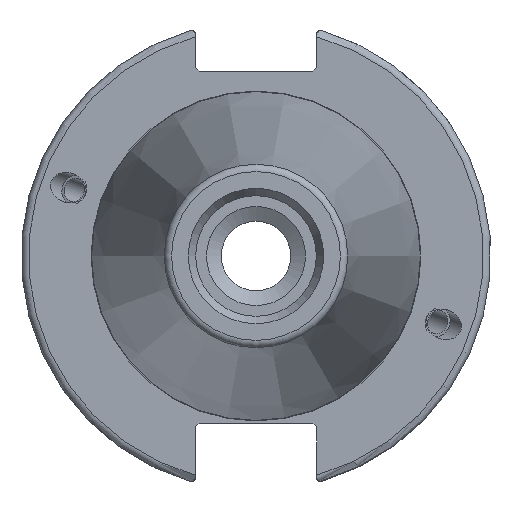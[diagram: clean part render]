
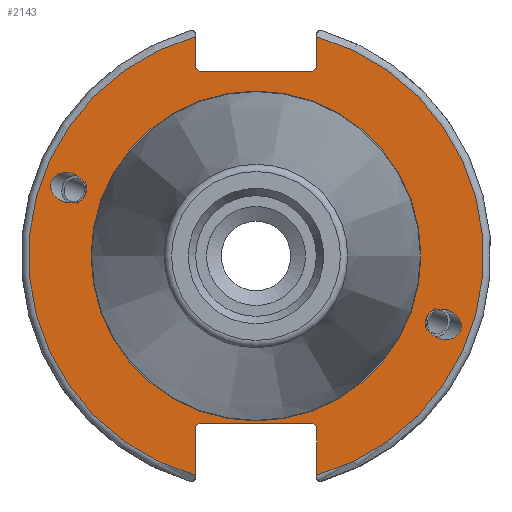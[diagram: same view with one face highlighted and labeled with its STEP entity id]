
A CAD part, left-side view. The second image highlights one B-rep face of the part: STEP entity #2143.
In plain terms, the highlighted planar face has unit normal (-1, 0, 0).
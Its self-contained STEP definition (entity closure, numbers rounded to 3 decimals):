
#126=ELLIPSE('',#2361,2.442,2.);
#135=ELLIPSE('',#2404,2.442,2.);
#164=FACE_BOUND('',#447,.T.);
#165=FACE_BOUND('',#448,.T.);
#166=FACE_BOUND('',#449,.T.);
#188=PLANE('',#2414);
#313=FACE_OUTER_BOUND('',#446,.T.);
#446=EDGE_LOOP('',(#1680,#1681,#1682,#1683,#1684,#1685,#1686,#1687,#1688,
#1689,#1690,#1691));
#447=EDGE_LOOP('',(#1692));
#448=EDGE_LOOP('',(#1693));
#449=EDGE_LOOP('',(#1694));
#584=LINE('',#3705,#716);
#585=LINE('',#3707,#717);
#586=LINE('',#3709,#718);
#587=LINE('',#3711,#719);
#588=LINE('',#3713,#720);
#589=LINE('',#3717,#721);
#590=LINE('',#3719,#722);
#591=LINE('',#3721,#723);
#592=LINE('',#3723,#724);
#593=LINE('',#3724,#725);
#716=VECTOR('',#2847,10.);
#717=VECTOR('',#2848,10.);
#718=VECTOR('',#2849,10.);
#719=VECTOR('',#2850,10.);
#720=VECTOR('',#2851,10.);
#721=VECTOR('',#2854,10.);
#722=VECTOR('',#2855,10.);
#723=VECTOR('',#2856,10.);
#724=VECTOR('',#2857,10.);
#725=VECTOR('',#2858,10.);
#854=CIRCLE('',#2412,22.3);
#856=CIRCLE('',#2415,30.75);
#857=CIRCLE('',#2416,30.75);
#967=VERTEX_POINT('',#3460);
#1009=VERTEX_POINT('',#3681);
#1014=VERTEX_POINT('',#3696);
#1015=VERTEX_POINT('',#3701);
#1016=VERTEX_POINT('',#3702);
#1017=VERTEX_POINT('',#3704);
#1018=VERTEX_POINT('',#3706);
#1019=VERTEX_POINT('',#3708);
#1020=VERTEX_POINT('',#3710);
#1021=VERTEX_POINT('',#3712);
#1022=VERTEX_POINT('',#3714);
#1023=VERTEX_POINT('',#3716);
#1024=VERTEX_POINT('',#3718);
#1025=VERTEX_POINT('',#3720);
#1026=VERTEX_POINT('',#3722);
#1197=EDGE_CURVE('',#967,#967,#126,.T.);
#1255=EDGE_CURVE('',#1009,#1009,#135,.T.);
#1262=EDGE_CURVE('',#1014,#1014,#854,.T.);
#1264=EDGE_CURVE('',#1015,#1016,#856,.T.);
#1265=EDGE_CURVE('',#1015,#1017,#584,.T.);
#1266=EDGE_CURVE('',#1018,#1017,#585,.T.);
#1267=EDGE_CURVE('',#1018,#1019,#586,.T.);
#1268=EDGE_CURVE('',#1020,#1019,#587,.T.);
#1269=EDGE_CURVE('',#1020,#1021,#588,.T.);
#1270=EDGE_CURVE('',#1022,#1021,#857,.T.);
#1271=EDGE_CURVE('',#1022,#1023,#589,.T.);
#1272=EDGE_CURVE('',#1024,#1023,#590,.T.);
#1273=EDGE_CURVE('',#1024,#1025,#591,.T.);
#1274=EDGE_CURVE('',#1026,#1025,#592,.T.);
#1275=EDGE_CURVE('',#1026,#1016,#593,.T.);
#1680=ORIENTED_EDGE('',*,*,#1264,.F.);
#1681=ORIENTED_EDGE('',*,*,#1265,.T.);
#1682=ORIENTED_EDGE('',*,*,#1266,.F.);
#1683=ORIENTED_EDGE('',*,*,#1267,.T.);
#1684=ORIENTED_EDGE('',*,*,#1268,.F.);
#1685=ORIENTED_EDGE('',*,*,#1269,.T.);
#1686=ORIENTED_EDGE('',*,*,#1270,.F.);
#1687=ORIENTED_EDGE('',*,*,#1271,.T.);
#1688=ORIENTED_EDGE('',*,*,#1272,.F.);
#1689=ORIENTED_EDGE('',*,*,#1273,.T.);
#1690=ORIENTED_EDGE('',*,*,#1274,.F.);
#1691=ORIENTED_EDGE('',*,*,#1275,.T.);
#1692=ORIENTED_EDGE('',*,*,#1197,.T.);
#1693=ORIENTED_EDGE('',*,*,#1255,.T.);
#1694=ORIENTED_EDGE('',*,*,#1262,.F.);
#2143=ADVANCED_FACE('',(#313,#164,#165,#166),#188,.T.);
#2361=AXIS2_PLACEMENT_3D('',#3462,#2718,#2719);
#2404=AXIS2_PLACEMENT_3D('',#3683,#2821,#2822);
#2412=AXIS2_PLACEMENT_3D('',#3698,#2839,#2840);
#2414=AXIS2_PLACEMENT_3D('',#3700,#2843,#2844);
#2415=AXIS2_PLACEMENT_3D('',#3703,#2845,#2846);
#2416=AXIS2_PLACEMENT_3D('',#3715,#2852,#2853);
#2718=DIRECTION('center_axis',(1.,0.,0.));
#2719=DIRECTION('ref_axis',(0.,-0.94,-0.342));
#2821=DIRECTION('center_axis',(1.,0.,0.));
#2822=DIRECTION('ref_axis',(0.,0.94,0.342));
#2839=DIRECTION('center_axis',(-1.,0.,0.));
#2840=DIRECTION('ref_axis',(0.,-1.,0.));
#2843=DIRECTION('center_axis',(-1.,0.,0.));
#2844=DIRECTION('ref_axis',(0.,0.,1.));
#2845=DIRECTION('center_axis',(1.,0.,0.));
#2846=DIRECTION('ref_axis',(0.,-1.,0.));
#2847=DIRECTION('',(0.,0.,-1.));
#2848=DIRECTION('',(0.,-0.707,0.707));
#2849=DIRECTION('',(0.,1.,0.));
#2850=DIRECTION('',(0.,-0.707,-0.707));
#2851=DIRECTION('',(0.,0.,1.));
#2852=DIRECTION('center_axis',(1.,0.,0.));
#2853=DIRECTION('ref_axis',(0.,1.,0.));
#2854=DIRECTION('',(0.,0.,1.));
#2855=DIRECTION('',(0.,0.707,-0.707));
#2856=DIRECTION('',(0.,-1.,0.));
#2857=DIRECTION('',(0.,0.707,0.707));
#2858=DIRECTION('',(0.,0.,-1.));
#3460=CARTESIAN_POINT('',(3.175,-23.077,-8.399));
#3462=CARTESIAN_POINT('Origin',(3.175,-25.372,-9.235));
#3681=CARTESIAN_POINT('',(3.175,23.077,8.399));
#3683=CARTESIAN_POINT('Origin',(3.175,25.372,9.235));
#3696=CARTESIAN_POINT('',(3.175,0.,22.3));
#3698=CARTESIAN_POINT('Origin',(3.175,0.,0.));
#3700=CARTESIAN_POINT('Origin',(3.175,31.75,0.));
#3701=CARTESIAN_POINT('',(3.175,-8.19,29.639));
#3702=CARTESIAN_POINT('',(3.175,-8.19,-29.639));
#3703=CARTESIAN_POINT('Origin',(3.175,0.,0.));
#3704=CARTESIAN_POINT('',(3.175,-8.19,25.5));
#3705=CARTESIAN_POINT('',(3.175,-8.19,12.5));
#3706=CARTESIAN_POINT('',(3.175,-7.69,25.));
#3707=CARTESIAN_POINT('',(3.175,8.295,9.015));
#3708=CARTESIAN_POINT('',(3.175,7.69,25.));
#3709=CARTESIAN_POINT('',(3.175,15.875,25.));
#3710=CARTESIAN_POINT('',(3.175,8.19,25.5));
#3711=CARTESIAN_POINT('',(3.175,7.58,24.89));
#3712=CARTESIAN_POINT('',(3.175,8.19,29.639));
#3713=CARTESIAN_POINT('',(3.175,8.19,12.5));
#3714=CARTESIAN_POINT('',(3.175,8.19,-29.639));
#3715=CARTESIAN_POINT('Origin',(3.175,0.,0.));
#3716=CARTESIAN_POINT('',(3.175,8.19,-23.1));
#3717=CARTESIAN_POINT('',(3.175,8.19,-11.3));
#3718=CARTESIAN_POINT('',(3.175,7.69,-22.6));
#3719=CARTESIAN_POINT('',(3.175,8.18,-23.09));
#3720=CARTESIAN_POINT('',(3.175,-7.69,-22.6));
#3721=CARTESIAN_POINT('',(3.175,15.875,-22.6));
#3722=CARTESIAN_POINT('',(3.175,-8.19,-23.1));
#3723=CARTESIAN_POINT('',(3.175,7.695,-7.215));
#3724=CARTESIAN_POINT('',(3.175,-8.19,-11.3));
